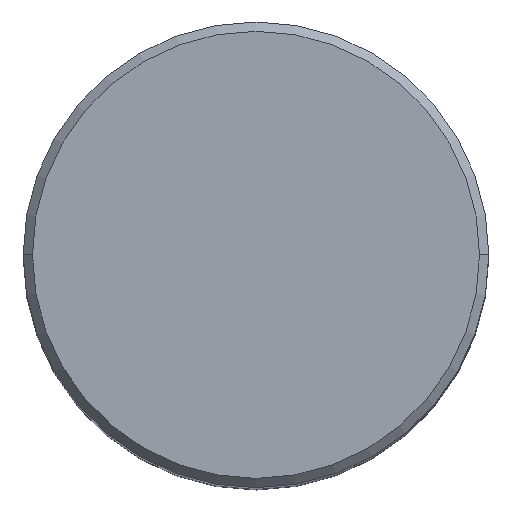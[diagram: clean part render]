
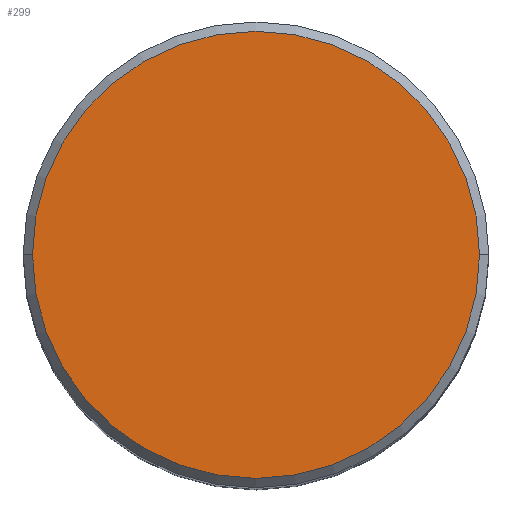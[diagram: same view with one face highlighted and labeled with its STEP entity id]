
A CAD part, top view. The second image highlights one B-rep face of the part: STEP entity #299.
In plain terms, the highlighted planar face has unit normal (0, 0, 1).
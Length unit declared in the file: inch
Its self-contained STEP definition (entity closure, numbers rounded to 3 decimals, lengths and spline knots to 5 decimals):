
#1 = DIRECTION ( 'NONE',  ( 0., 0., 1. ) ) ;
#4 = AXIS2_PLACEMENT_3D ( 'NONE', #49, #272, #250 ) ;
#19 = CARTESIAN_POINT ( 'NONE',  ( 0., 0., 2.5 ) ) ;
#25 = ORIENTED_EDGE ( 'NONE', *, *, #103, .T. ) ;
#42 = DIRECTION ( 'NONE',  ( 1., 0., 0. ) ) ;
#49 = CARTESIAN_POINT ( 'NONE',  ( 0., 0., 2.5 ) ) ;
#53 = AXIS2_PLACEMENT_3D ( 'NONE', #19, #160, #42 ) ;
#72 = CIRCLE ( 'NONE', #53, 0.36 ) ;
#75 = CARTESIAN_POINT ( 'NONE',  ( 0.36, 0., 2.5 ) ) ;
#92 = AXIS2_PLACEMENT_3D ( 'NONE', #132, #1, #242 ) ;
#103 = EDGE_CURVE ( 'NONE', #262, #219, #72, .T. ) ;
#131 = CIRCLE ( 'NONE', #4, 0.36 ) ;
#132 = CARTESIAN_POINT ( 'NONE',  ( 0., 0., 2.5 ) ) ;
#137 = EDGE_LOOP ( 'NONE', ( #282, #25 ) ) ;
#160 = DIRECTION ( 'NONE',  ( 0., 0., 1. ) ) ;
#191 = FACE_OUTER_BOUND ( 'NONE', #137, .T. ) ;
#212 = CARTESIAN_POINT ( 'NONE',  ( -0.36, 0., 2.5 ) ) ;
#219 = VERTEX_POINT ( 'NONE', #212 ) ;
#242 = DIRECTION ( 'NONE',  ( 1., 0., 0. ) ) ;
#250 = DIRECTION ( 'NONE',  ( 1., 0., 0. ) ) ;
#262 = VERTEX_POINT ( 'NONE', #75 ) ;
#272 = DIRECTION ( 'NONE',  ( 0., 0., 1. ) ) ;
#282 = ORIENTED_EDGE ( 'NONE', *, *, #333, .T. ) ;
#294 = PLANE ( 'NONE',  #92 ) ;
#299 = ADVANCED_FACE ( 'NONE', ( #191 ), #294, .T. ) ;
#333 = EDGE_CURVE ( 'NONE', #219, #262, #131, .T. ) ;
